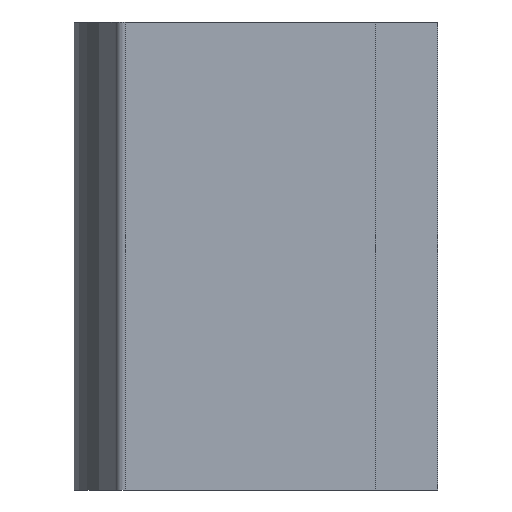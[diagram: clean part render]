
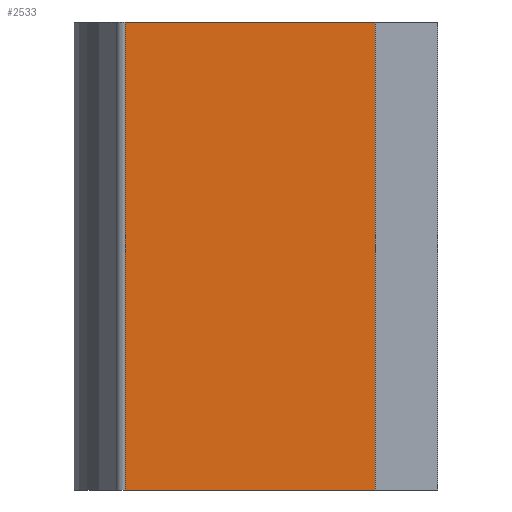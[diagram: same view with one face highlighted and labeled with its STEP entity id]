
A CAD part, left-side view. The second image highlights one B-rep face of the part: STEP entity #2533.
In plain terms, the highlighted planar face has unit normal (-1, 0, 0).
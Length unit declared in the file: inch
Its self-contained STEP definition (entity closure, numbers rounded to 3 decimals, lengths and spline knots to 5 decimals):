
#21 = LINE ( 'NONE', #2355, #28 ) ;
#28 = VECTOR ( 'NONE', #2316, 39.37008 ) ;
#160 = VECTOR ( 'NONE', #1952, 39.37008 ) ;
#405 = AXIS2_PLACEMENT_3D ( 'NONE', #1942, #541, #1128 ) ;
#478 = EDGE_CURVE ( 'NONE', #3295, #2716, #1479, .T. ) ;
#535 = ORIENTED_EDGE ( 'NONE', *, *, #2590, .T. ) ;
#541 = DIRECTION ( 'NONE',  ( 1., 0., 0. ) ) ;
#828 = VECTOR ( 'NONE', #3788, 39.37008 ) ;
#1124 = EDGE_CURVE ( 'NONE', #2716, #2913, #1447, .T. ) ;
#1128 = DIRECTION ( 'NONE',  ( 0., 1., 0. ) ) ;
#1145 = PLANE ( 'NONE',  #405 ) ;
#1343 = VERTEX_POINT ( 'NONE', #3010 ) ;
#1375 = FACE_OUTER_BOUND ( 'NONE', #2410, .T. ) ;
#1447 = LINE ( 'NONE', #3694, #3227 ) ;
#1479 = LINE ( 'NONE', #3532, #828 ) ;
#1500 = ORIENTED_EDGE ( 'NONE', *, *, #1124, .T. ) ;
#1942 = CARTESIAN_POINT ( 'NONE',  ( -1.1875, 0., -1.40625 ) ) ;
#1952 = DIRECTION ( 'NONE',  ( 0., 1., 0. ) ) ;
#1967 = CARTESIAN_POINT ( 'NONE',  ( -1.1875, -0.812, -1.40625 ) ) ;
#2155 = ORIENTED_EDGE ( 'NONE', *, *, #478, .T. ) ;
#2316 = DIRECTION ( 'NONE',  ( 0., 0., -1. ) ) ;
#2355 = CARTESIAN_POINT ( 'NONE',  ( -1.1875, 0.691, -1.40625 ) ) ;
#2410 = EDGE_LOOP ( 'NONE', ( #1500, #535, #2606, #2155 ) ) ;
#2533 = ADVANCED_FACE ( 'NONE', ( #1375 ), #1145, .F. ) ;
#2590 = EDGE_CURVE ( 'NONE', #2913, #1343, #21, .T. ) ;
#2606 = ORIENTED_EDGE ( 'NONE', *, *, #2791, .F. ) ;
#2716 = VERTEX_POINT ( 'NONE', #2732 ) ;
#2732 = CARTESIAN_POINT ( 'NONE',  ( -1.1875, -0.812, 1.40625 ) ) ;
#2791 = EDGE_CURVE ( 'NONE', #3295, #1343, #3607, .T. ) ;
#2913 = VERTEX_POINT ( 'NONE', #3140 ) ;
#3010 = CARTESIAN_POINT ( 'NONE',  ( -1.1875, 0.691, -1.40625 ) ) ;
#3066 = CARTESIAN_POINT ( 'NONE',  ( -1.1875, 0., -1.40625 ) ) ;
#3140 = CARTESIAN_POINT ( 'NONE',  ( -1.1875, 0.691, 1.40625 ) ) ;
#3148 = DIRECTION ( 'NONE',  ( 0., 1., 0. ) ) ;
#3227 = VECTOR ( 'NONE', #3148, 39.37008 ) ;
#3295 = VERTEX_POINT ( 'NONE', #1967 ) ;
#3532 = CARTESIAN_POINT ( 'NONE',  ( -1.1875, -0.812, -1.99568 ) ) ;
#3607 = LINE ( 'NONE', #3066, #160 ) ;
#3694 = CARTESIAN_POINT ( 'NONE',  ( -1.1875, 0., 1.40625 ) ) ;
#3788 = DIRECTION ( 'NONE',  ( 0., 0., 1. ) ) ;
